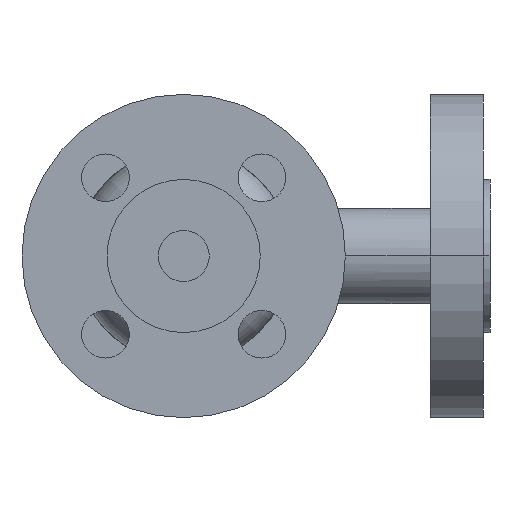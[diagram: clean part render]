
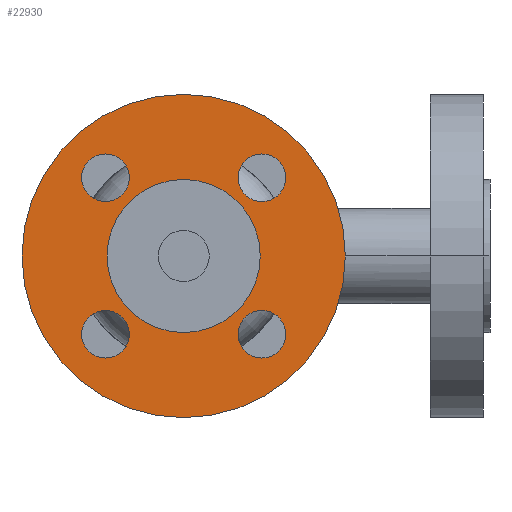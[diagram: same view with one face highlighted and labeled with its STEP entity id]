
A CAD part, front view. The second image highlights one B-rep face of the part: STEP entity #22930.
In plain terms, the highlighted planar face has unit normal (0, -1, 0).
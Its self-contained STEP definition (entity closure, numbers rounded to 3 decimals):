
#3240=CARTESIAN_POINT('',(-22.5,2.,0.));
#3250=VERTEX_POINT('',#3240);
#3410=CARTESIAN_POINT('',(22.5,2.,0.));
#3420=VERTEX_POINT('',#3410);
#3450=CARTESIAN_POINT('',(0.,2.,0.));
#3460=DIRECTION('',(0.,-1.,-0.));
#3470=DIRECTION('',(-1.,0.,0.));
#3480=AXIS2_PLACEMENT_3D('',#3450,#3460,#3470);
#3490=CIRCLE('',#3480,22.5);
#3500=EDGE_CURVE('',#3250,#3420,#3490,.T.);
#3640=CARTESIAN_POINT('',(-47.5,2.,0.));
#3650=VERTEX_POINT('',#3640);
#3830=CARTESIAN_POINT('',(47.5,2.,0.));
#3840=VERTEX_POINT('',#3830);
#3870=CARTESIAN_POINT('',(0.,2.,0.));
#3880=DIRECTION('',(0.,-1.,-0.));
#3890=DIRECTION('',(-1.,0.,0.));
#3900=AXIS2_PLACEMENT_3D('',#3870,#3880,#3890);
#3910=CIRCLE('',#3900,47.5);
#3920=EDGE_CURVE('',#3840,#3650,#3910,.T.);
#8650=CARTESIAN_POINT('',(15.981,2.,-22.981));
#8660=VERTEX_POINT('',#8650);
#8690=CARTESIAN_POINT('',(22.981,2.,-22.981));
#8700=DIRECTION('',(-0.,1.,0.));
#8710=DIRECTION('',(1.,0.,0.));
#8720=AXIS2_PLACEMENT_3D('',#8690,#8700,#8710);
#8730=CIRCLE('',#8720,7.);
#8740=CARTESIAN_POINT('',(29.981,2.,-22.981));
#8750=VERTEX_POINT('',#8740);
#8760=EDGE_CURVE('',#8660,#8750,#8730,.T.);
#9070=CARTESIAN_POINT('',(29.981,2.,22.981));
#9080=VERTEX_POINT('',#9070);
#9240=CARTESIAN_POINT('',(15.981,2.,22.981));
#9250=VERTEX_POINT('',#9240);
#9280=CARTESIAN_POINT('',(22.981,2.,22.981));
#9290=DIRECTION('',(-0.,1.,0.));
#9300=DIRECTION('',(1.,0.,0.));
#9310=AXIS2_PLACEMENT_3D('',#9280,#9290,#9300);
#9320=CIRCLE('',#9310,7.);
#9330=EDGE_CURVE('',#9250,#9080,#9320,.T.);
#9490=CARTESIAN_POINT('',(-15.981,2.,22.981));
#9500=VERTEX_POINT('',#9490);
#9660=CARTESIAN_POINT('',(-29.981,2.,22.981));
#9670=VERTEX_POINT('',#9660);
#9700=CARTESIAN_POINT('',(-22.981,2.,22.981));
#9710=DIRECTION('',(-0.,1.,0.));
#9720=DIRECTION('',(1.,0.,0.));
#9730=AXIS2_PLACEMENT_3D('',#9700,#9710,#9720);
#9740=CIRCLE('',#9730,7.);
#9750=EDGE_CURVE('',#9670,#9500,#9740,.T.);
#9910=CARTESIAN_POINT('',(-29.981,2.,-22.981));
#9920=VERTEX_POINT('',#9910);
#10080=CARTESIAN_POINT('',(-15.981,2.,-22.981));
#10090=VERTEX_POINT('',#10080);
#10120=CARTESIAN_POINT('',(-22.981,2.,-22.981));
#10130=DIRECTION('',(-0.,1.,0.));
#10140=DIRECTION('',(1.,0.,0.));
#10150=AXIS2_PLACEMENT_3D('',#10120,#10130,#10140);
#10160=CIRCLE('',#10150,7.);
#10170=EDGE_CURVE('',#10090,#9920,#10160,.T.);
#22580=CARTESIAN_POINT('',(-35.,2.,0.));
#22590=DIRECTION('',(0.,-1.,-0.));
#22600=DIRECTION('',(-1.,0.,0.));
#22610=AXIS2_PLACEMENT_3D('',#22580,#22590,#22600);
#22620=PLANE('',#22610);
#22630=EDGE_CURVE('',#9920,#10090,#10160,.T.);
#22640=ORIENTED_EDGE('',*,*,#22630,.T.);
#22650=ORIENTED_EDGE('',*,*,#10170,.T.);
#22660=EDGE_LOOP('',(#22650,#22640));
#22670=FACE_BOUND('',#22660,.T.);
#22680=EDGE_CURVE('',#9500,#9670,#9740,.T.);
#22690=ORIENTED_EDGE('',*,*,#22680,.T.);
#22700=ORIENTED_EDGE('',*,*,#9750,.T.);
#22710=EDGE_LOOP('',(#22700,#22690));
#22720=FACE_BOUND('',#22710,.T.);
#22730=EDGE_CURVE('',#9080,#9250,#9320,.T.);
#22740=ORIENTED_EDGE('',*,*,#22730,.T.);
#22750=ORIENTED_EDGE('',*,*,#9330,.T.);
#22760=EDGE_LOOP('',(#22750,#22740));
#22770=FACE_BOUND('',#22760,.T.);
#22780=EDGE_CURVE('',#8750,#8660,#8730,.T.);
#22790=ORIENTED_EDGE('',*,*,#22780,.T.);
#22800=ORIENTED_EDGE('',*,*,#8760,.T.);
#22810=EDGE_LOOP('',(#22800,#22790));
#22820=FACE_BOUND('',#22810,.T.);
#22830=EDGE_CURVE('',#3420,#3250,#3490,.T.);
#22840=ORIENTED_EDGE('',*,*,#22830,.F.);
#22850=ORIENTED_EDGE('',*,*,#3500,.F.);
#22860=EDGE_LOOP('',(#22850,#22840));
#22870=FACE_BOUND('',#22860,.T.);
#22880=EDGE_CURVE('',#3650,#3840,#3910,.T.);
#22890=ORIENTED_EDGE('',*,*,#22880,.T.);
#22900=ORIENTED_EDGE('',*,*,#3920,.T.);
#22910=EDGE_LOOP('',(#22900,#22890));
#22920=FACE_OUTER_BOUND('',#22910,.T.);
#22930=ADVANCED_FACE('',(#22670,#22720,#22770,#22820,#22870,#22920),
#22620,.T.);
